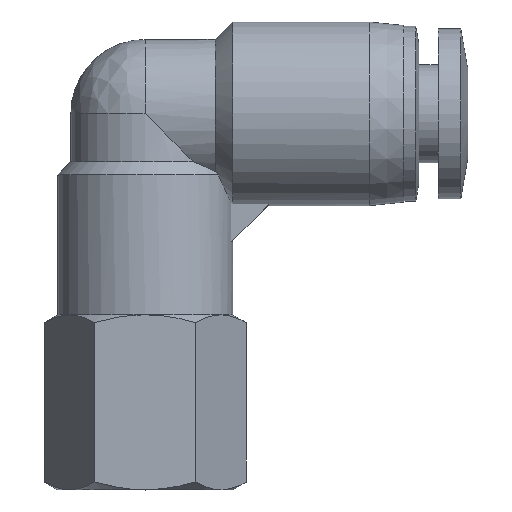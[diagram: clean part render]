
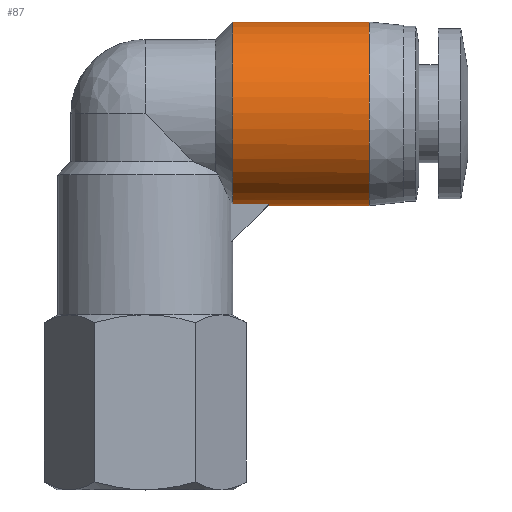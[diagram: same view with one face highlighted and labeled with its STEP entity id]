
A CAD part, top view. The second image highlights one B-rep face of the part: STEP entity #87.
In plain terms, the highlighted cylindrical face has radius 5.25 mm (diameter 10.5 mm), a partial arc.
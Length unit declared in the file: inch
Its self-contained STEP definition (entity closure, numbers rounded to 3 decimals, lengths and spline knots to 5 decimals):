
#8 = VECTOR ( 'NONE', #1665, 39.37008 ) ;
#83 = CARTESIAN_POINT ( 'NONE',  ( 0.50394, 0.65945, 0. ) ) ;
#87 = ADVANCED_FACE ( 'NONE', ( #201 ), #1192, .T. ) ;
#201 = FACE_OUTER_BOUND ( 'NONE', #2085, .T. ) ;
#249 = EDGE_CURVE ( 'NONE', #2862, #992, #2818, .T. ) ;
#428 = EDGE_CURVE ( 'NONE', #2696, #3066, #1834, .T. ) ;
#461 = CARTESIAN_POINT ( 'NONE',  ( 0.27559, 0.24606, 0. ) ) ;
#505 = DIRECTION ( 'NONE',  ( 0., 1., 0. ) ) ;
#523 = DIRECTION ( 'NONE',  ( 1., 0., 0. ) ) ;
#540 = CARTESIAN_POINT ( 'NONE',  ( 0.19685, 0.45276, 0. ) ) ;
#601 = EDGE_CURVE ( 'NONE', #2862, #3066, #713, .T. ) ;
#693 = VERTEX_POINT ( 'NONE', #1026 ) ;
#694 = AXIS2_PLACEMENT_3D ( 'NONE', #540, #523, #505 ) ;
#713 = LINE ( 'NONE', #772, #8 ) ;
#761 = AXIS2_PLACEMENT_3D ( 'NONE', #2125, #2101, #1996 ) ;
#770 = ORIENTED_EDGE ( 'NONE', *, *, #1329, .T. ) ;
#772 = CARTESIAN_POINT ( 'NONE',  ( 0.35039, 0.65945, 0. ) ) ;
#781 = EDGE_CURVE ( 'NONE', #693, #2696, #796, .T. ) ;
#796 = LINE ( 'NONE', #1016, #2025 ) ;
#895 = DIRECTION ( 'NONE',  ( 1., 0., 0. ) ) ;
#962 = ORIENTED_EDGE ( 'NONE', *, *, #3011, .T. ) ;
#992 = VERTEX_POINT ( 'NONE', #2042 ) ;
#1016 = CARTESIAN_POINT ( 'NONE',  ( 0.35039, 0.24606, 0. ) ) ;
#1026 = CARTESIAN_POINT ( 'NONE',  ( 0.27559, 0.24606, 0. ) ) ;
#1061 = CARTESIAN_POINT ( 'NONE',  ( 0.19685, 0.65945, 0. ) ) ;
#1192 = CYLINDRICAL_SURFACE ( 'NONE', #761, 0.20669 ) ;
#1202 = ORIENTED_EDGE ( 'NONE', *, *, #428, .T. ) ;
#1270 = CARTESIAN_POINT ( 'NONE',  ( 0.27937, 0.24985, 0.03937 ) ) ;
#1323 = VERTEX_POINT ( 'NONE', #2267 ) ;
#1329 = EDGE_CURVE ( 'NONE', #1323, #693, #1357, .T. ) ;
#1357 =( BOUNDED_CURVE ( )  B_SPLINE_CURVE ( 3, ( #1270, #2521, #2034, #461 ),
 .UNSPECIFIED., .F., .F. ) 
 B_SPLINE_CURVE_WITH_KNOTS ( ( 4, 4 ),
 ( 2.94995, 3.14159 ),
 .UNSPECIFIED. ) 
 CURVE ( )  GEOMETRIC_REPRESENTATION_ITEM ( )  RATIONAL_B_SPLINE_CURVE ( ( 1., 0.997, 0.997, 1. ) ) 
 REPRESENTATION_ITEM ( '' )  );
#1665 = DIRECTION ( 'NONE',  ( 1., 0., 0. ) ) ;
#1834 = CIRCLE ( 'NONE', #2689, 0.20669 ) ;
#1996 = DIRECTION ( 'NONE',  ( 0., 1., 0. ) ) ;
#2025 = VECTOR ( 'NONE', #2115, 39.37008 ) ;
#2034 = CARTESIAN_POINT ( 'NONE',  ( 0.27559, 0.24606, 0.01322 ) ) ;
#2042 = CARTESIAN_POINT ( 'NONE',  ( 0.19685, 0.24985, 0.03937 ) ) ;
#2085 = EDGE_LOOP ( 'NONE', ( #770, #3207, #1202, #2988, #2276, #962 ) ) ;
#2095 = DIRECTION ( 'NONE',  ( -1., 0., 0. ) ) ;
#2101 = DIRECTION ( 'NONE',  ( 1., 0., 0. ) ) ;
#2115 = DIRECTION ( 'NONE',  ( 1., 0., 0. ) ) ;
#2125 = CARTESIAN_POINT ( 'NONE',  ( 0.35039, 0.45276, 0. ) ) ;
#2132 = DIRECTION ( 'NONE',  ( 0., 1., 0. ) ) ;
#2267 = CARTESIAN_POINT ( 'NONE',  ( 0.27937, 0.24985, 0.03937 ) ) ;
#2276 = ORIENTED_EDGE ( 'NONE', *, *, #249, .T. ) ;
#2521 = CARTESIAN_POINT ( 'NONE',  ( 0.27686, 0.24733, 0.02639 ) ) ;
#2554 = VECTOR ( 'NONE', #895, 39.37008 ) ;
#2689 = AXIS2_PLACEMENT_3D ( 'NONE', #3034, #2095, #2132 ) ;
#2696 = VERTEX_POINT ( 'NONE', #2769 ) ;
#2769 = CARTESIAN_POINT ( 'NONE',  ( 0.50394, 0.24606, 0. ) ) ;
#2818 = CIRCLE ( 'NONE', #694, 0.20669 ) ;
#2862 = VERTEX_POINT ( 'NONE', #1061 ) ;
#2887 = CARTESIAN_POINT ( 'NONE',  ( 0.35039, 0.24985, 0.03937 ) ) ;
#2988 = ORIENTED_EDGE ( 'NONE', *, *, #601, .F. ) ;
#3011 = EDGE_CURVE ( 'NONE', #992, #1323, #3149, .T. ) ;
#3034 = CARTESIAN_POINT ( 'NONE',  ( 0.50394, 0.45276, 0. ) ) ;
#3066 = VERTEX_POINT ( 'NONE', #83 ) ;
#3149 = LINE ( 'NONE', #2887, #2554 ) ;
#3207 = ORIENTED_EDGE ( 'NONE', *, *, #781, .T. ) ;
